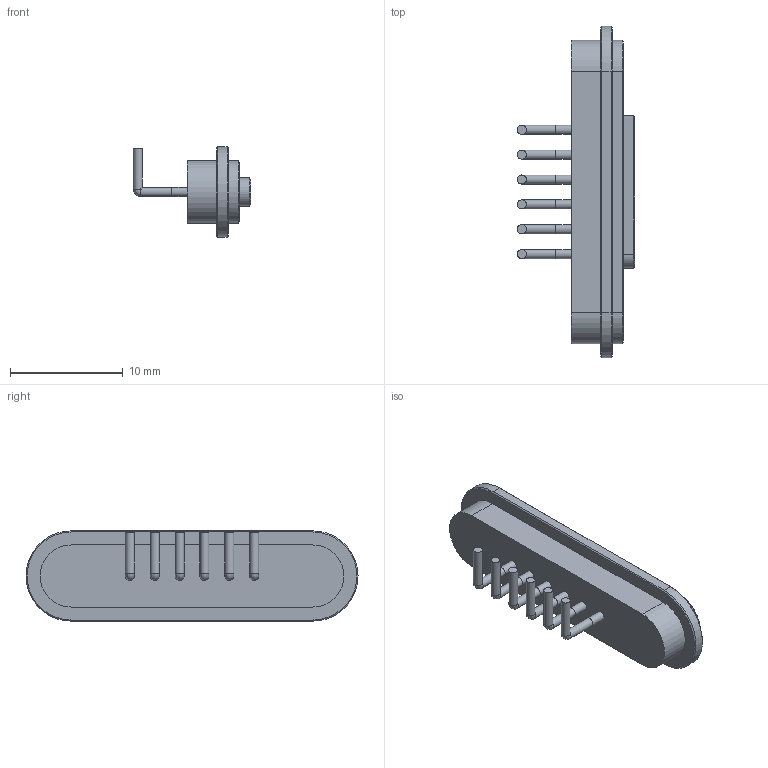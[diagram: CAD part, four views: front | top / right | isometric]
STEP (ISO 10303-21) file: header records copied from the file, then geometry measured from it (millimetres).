
FILE_DESCRIPTION(('FreeCAD Model'),'2;1');
FILE_NAME('Open CASCADE Shape Model','2023-11-02T00:32:05',(''),(''), 'Open CASCADE STEP processor 7.6','FreeCAD','Unknown');
FILE_SCHEMA(('AUTOMOTIVE_DESIGN { 1 0 10303 214 1 1 1 1 }'));
Length unit declared in the file: millimetre
Products named in the file (1): AdditivePipe005
Bounding box: 10.4 x 29.4 x 8 mm (x, y, z)
Volume: 786.9 mm3; surface area: 870.6 mm2
Topology: 1 solids, 1 shells, 79 faces, 158 edges, 96 vertices
Faces by surface type: plane 35, cylinder 25, cone 7, revolution 6, sphere 6
Full cylindrical faces by diameter (mm): 0.8 x18
Entity records: 2354 total; most frequent: DIRECTION 393, CARTESIAN_POINT 334, ORIENTED_EDGE 304, AXIS2_PLACEMENT_3D 155, EDGE_CURVE 152, FACE_BOUND 100, EDGE_LOOP 100, VERTEX_POINT 96
